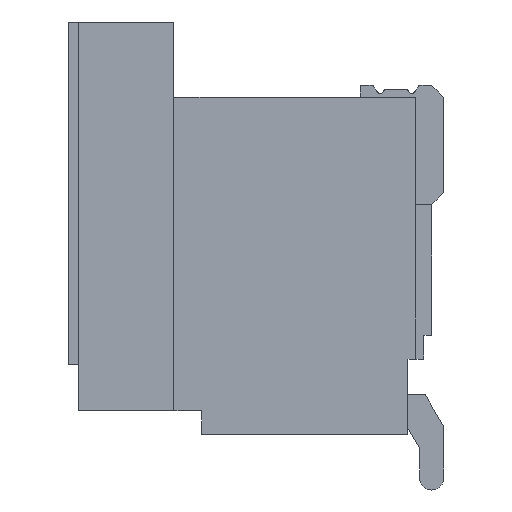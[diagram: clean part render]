
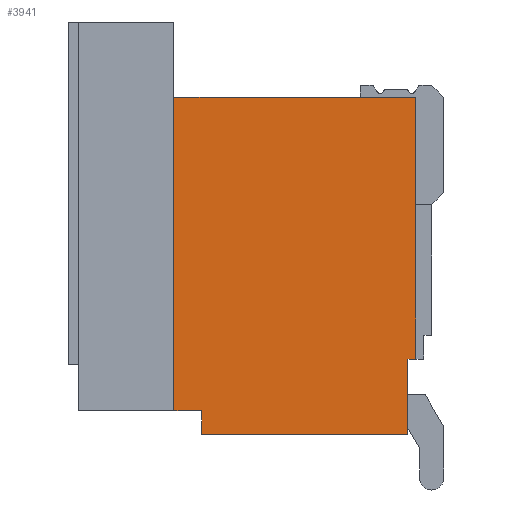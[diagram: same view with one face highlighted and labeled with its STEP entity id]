
A CAD part, left-side view. The second image highlights one B-rep face of the part: STEP entity #3941.
In plain terms, the highlighted planar face has unit normal (-1, 0, 0).
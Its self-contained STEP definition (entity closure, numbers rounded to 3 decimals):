
#242=ORIENTED_EDGE('',*,*,#1396,.F.);
#243=ORIENTED_EDGE('',*,*,#1306,.F.);
#244=ORIENTED_EDGE('',*,*,#1313,.F.);
#245=ORIENTED_EDGE('',*,*,#1397,.F.);
#246=ORIENTED_EDGE('',*,*,#1398,.F.);
#247=ORIENTED_EDGE('',*,*,#1399,.F.);
#248=ORIENTED_EDGE('',*,*,#1400,.F.);
#249=ORIENTED_EDGE('',*,*,#1385,.F.);
#1306=EDGE_CURVE('',#1889,#1890,#2267,.T.);
#1313=EDGE_CURVE('',#1894,#1889,#2274,.T.);
#1385=EDGE_CURVE('',#1958,#1959,#2342,.T.);
#1396=EDGE_CURVE('',#1890,#1958,#2353,.T.);
#1397=EDGE_CURVE('',#1967,#1894,#2354,.T.);
#1398=EDGE_CURVE('',#1968,#1967,#2355,.T.);
#1399=EDGE_CURVE('',#1969,#1968,#2356,.T.);
#1400=EDGE_CURVE('',#1959,#1969,#2357,.T.);
#1889=VERTEX_POINT('',#5571);
#1890=VERTEX_POINT('',#5573);
#1894=VERTEX_POINT('',#5584);
#1958=VERTEX_POINT('',#5731);
#1959=VERTEX_POINT('',#5733);
#1967=VERTEX_POINT('',#5755);
#1968=VERTEX_POINT('',#5757);
#1969=VERTEX_POINT('',#5759);
#2267=LINE('',#5572,#2810);
#2274=LINE('',#5585,#2817);
#2342=LINE('',#5732,#2885);
#2353=LINE('',#5753,#2896);
#2354=LINE('',#5754,#2897);
#2355=LINE('',#5756,#2898);
#2356=LINE('',#5758,#2899);
#2357=LINE('',#5760,#2900);
#2810=VECTOR('',#4477,1000.);
#2817=VECTOR('',#4486,1000.);
#2885=VECTOR('',#4584,1000.);
#2896=VECTOR('',#4599,1000.);
#2897=VECTOR('',#4600,1000.);
#2898=VECTOR('',#4601,1000.);
#2899=VECTOR('',#4602,1000.);
#2900=VECTOR('',#4603,1000.);
#3326=EDGE_LOOP('',(#242,#243,#244,#245,#246,#247,#248,#249));
#3539=FACE_BOUND('',#3326,.T.);
#3750=PLANE('',#4194);
#3941=ADVANCED_FACE('',(#3539),#3750,.F.);
#4194=AXIS2_PLACEMENT_3D('',#5752,#4597,#4598);
#4477=DIRECTION('',(0.,0.,1.));
#4486=DIRECTION('',(0.,1.,0.));
#4584=DIRECTION('',(0.,0.,-1.));
#4597=DIRECTION('',(1.,0.,0.));
#4598=DIRECTION('',(0.,0.,-1.));
#4599=DIRECTION('',(0.,-1.,0.));
#4600=DIRECTION('',(0.,0.,-1.));
#4601=DIRECTION('',(0.,1.,0.));
#4602=DIRECTION('',(0.,0.,-1.));
#4603=DIRECTION('',(0.,-1.,0.));
#5571=CARTESIAN_POINT('',(-4.2,4.25,-1.025));
#5572=CARTESIAN_POINT('',(-4.2,4.25,-1.025));
#5573=CARTESIAN_POINT('',(-4.2,4.25,2.025));
#5584=CARTESIAN_POINT('',(-4.2,0.3,-1.025));
#5585=CARTESIAN_POINT('',(-4.2,0.,-1.025));
#5731=CARTESIAN_POINT('',(-4.2,0.95,2.025));
#5732=CARTESIAN_POINT('',(-4.2,0.95,2.125));
#5733=CARTESIAN_POINT('',(-4.2,0.95,1.925));
#5752=CARTESIAN_POINT('',(-4.2,0.,0.));
#5753=CARTESIAN_POINT('',(-4.2,5.2,2.025));
#5754=CARTESIAN_POINT('',(-4.2,0.3,-0.675));
#5755=CARTESIAN_POINT('',(-4.2,0.3,-0.675));
#5756=CARTESIAN_POINT('',(-4.2,0.,-0.675));
#5757=CARTESIAN_POINT('',(-4.2,0.,-0.675));
#5758=CARTESIAN_POINT('',(-4.2,0.,1.925));
#5759=CARTESIAN_POINT('',(-4.2,0.,1.925));
#5760=CARTESIAN_POINT('',(-4.2,0.95,1.925));
